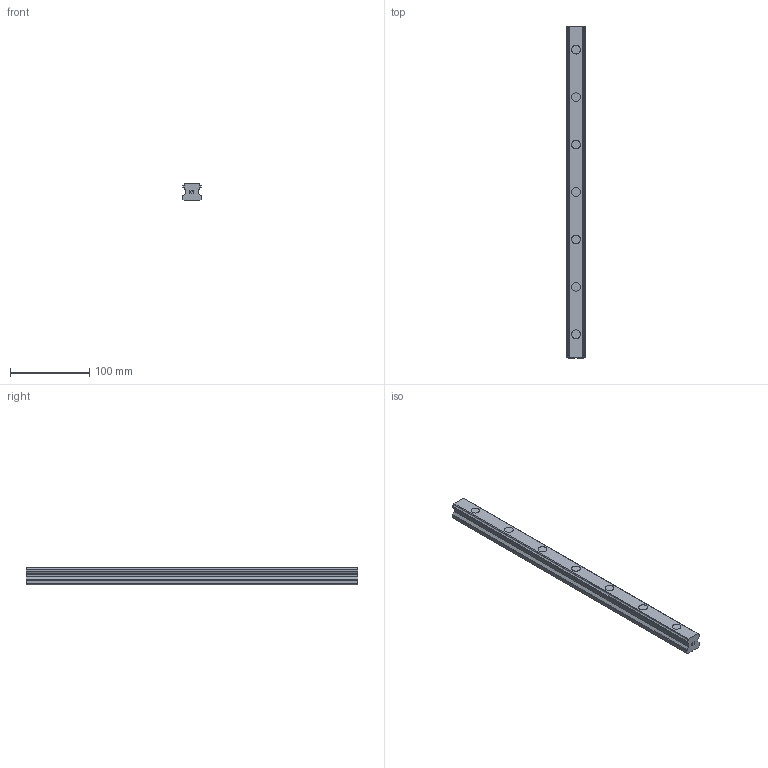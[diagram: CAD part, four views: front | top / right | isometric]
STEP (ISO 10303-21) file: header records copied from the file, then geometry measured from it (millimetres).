
FILE_DESCRIPTION(('STEP AP214'),'1');
FILE_NAME('cctmp_FB399D86-4BF4-4BC1-AA23-B1D86D35D561_2020_5_28_14_16_21_671..stp','2020-05-28T12:16:21',('HIWIN GmbH'),('CADClick - www.CADClick.com'),'Spatial InterOp 3D',' ','unknown authorization');
FILE_SCHEMA(('AUTOMOTIVE_DESIGN'));
Length unit declared in the file: millimetre
Products named in the file (1): HGR25R420H_FILE
Bounding box: 23 x 420 x 22 mm (x, y, z)
Volume: 174609 mm3; surface area: 43894.2 mm2
Topology: 1 solids, 1 shells, 195 faces, 525 edges, 350 vertices
Faces by surface type: plane 131, cylinder 64
Entity records: 7747 total; most frequent: DIRECTION 1101, CARTESIAN_POINT 1071, ORIENTED_EDGE 1050, EDGE_CURVE 525, AXIS2_PLACEMENT_3D 380, VERTEX_POINT 350, LINE 341, VECTOR 341
